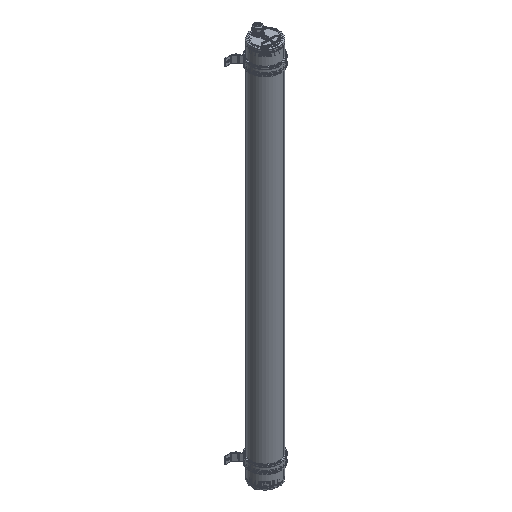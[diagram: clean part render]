
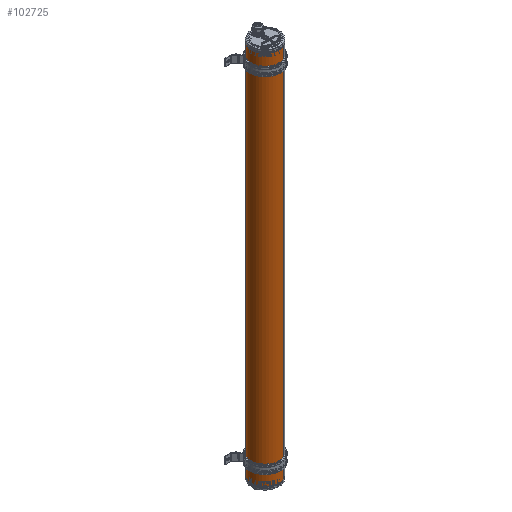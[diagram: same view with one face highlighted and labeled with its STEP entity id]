
A CAD part, isometric view. The second image highlights one B-rep face of the part: STEP entity #102725.
In plain terms, the highlighted cylindrical face has radius 45 mm (diameter 90 mm), a partial arc.
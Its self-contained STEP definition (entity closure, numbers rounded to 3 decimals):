
#5248 = ORIENTED_EDGE ( 'NONE', *, *, #62413, .F. ) ;
#6873 = VERTEX_POINT ( 'NONE', #28390 ) ;
#7580 = CARTESIAN_POINT ( 'NONE',  ( 45., 0., 606.1 ) ) ;
#9772 = DIRECTION ( 'NONE',  ( 1., 0., 0. ) ) ;
#10765 = DIRECTION ( 'NONE',  ( 0., 0., -1. ) ) ;
#16615 = CARTESIAN_POINT ( 'NONE',  ( -45., 0., 606.1 ) ) ;
#20404 = CARTESIAN_POINT ( 'NONE',  ( 0., 0., 606.1 ) ) ;
#26463 = DIRECTION ( 'NONE',  ( 0., 0., 1. ) ) ;
#28119 = CIRCLE ( 'NONE', #66231, 45. ) ;
#28390 = CARTESIAN_POINT ( 'NONE',  ( 45., 0., -606.1 ) ) ;
#33253 = CARTESIAN_POINT ( 'NONE',  ( 0., 0., -606.1 ) ) ;
#34502 = DIRECTION ( 'NONE',  ( 1., 0., 0. ) ) ;
#37773 = VERTEX_POINT ( 'NONE', #87070 ) ;
#40445 = CARTESIAN_POINT ( 'NONE',  ( -45., 0., -606.1 ) ) ;
#40760 = ORIENTED_EDGE ( 'NONE', *, *, #42516, .T. ) ;
#42516 = EDGE_CURVE ( 'NONE', #71233, #6873, #59866, .T. ) ;
#52130 = DIRECTION ( 'NONE',  ( 0., 0., 1. ) ) ;
#56048 = CARTESIAN_POINT ( 'NONE',  ( 0., 0., 606.1 ) ) ;
#57635 = LINE ( 'NONE', #81529, #62202 ) ;
#59866 = CIRCLE ( 'NONE', #79769, 45. ) ;
#61372 = EDGE_CURVE ( 'NONE', #37773, #71233, #87857, .T. ) ;
#62202 = VECTOR ( 'NONE', #10765, 1000. ) ;
#62413 = EDGE_CURVE ( 'NONE', #92229, #6873, #57635, .T. ) ;
#62809 = CYLINDRICAL_SURFACE ( 'NONE', #83944, 45. ) ;
#62937 = DIRECTION ( 'NONE',  ( 0., 0., -1. ) ) ;
#66231 = AXIS2_PLACEMENT_3D ( 'NONE', #20404, #52130, #34502 ) ;
#71233 = VERTEX_POINT ( 'NONE', #40445 ) ;
#72130 = FACE_OUTER_BOUND ( 'NONE', #73294, .T. ) ;
#73294 = EDGE_LOOP ( 'NONE', ( #5248, #73743, #96712, #40760 ) ) ;
#73363 = EDGE_CURVE ( 'NONE', #37773, #92229, #28119, .T. ) ;
#73743 = ORIENTED_EDGE ( 'NONE', *, *, #73363, .F. ) ;
#77119 = VECTOR ( 'NONE', #62937, 1000. ) ;
#78409 = DIRECTION ( 'NONE',  ( -1., 0., 0. ) ) ;
#79769 = AXIS2_PLACEMENT_3D ( 'NONE', #33253, #26463, #9772 ) ;
#81529 = CARTESIAN_POINT ( 'NONE',  ( 45., 0., 606.1 ) ) ;
#83944 = AXIS2_PLACEMENT_3D ( 'NONE', #56048, #94532, #78409 ) ;
#87070 = CARTESIAN_POINT ( 'NONE',  ( -45., 0., 606.1 ) ) ;
#87857 = LINE ( 'NONE', #16615, #77119 ) ;
#92229 = VERTEX_POINT ( 'NONE', #7580 ) ;
#94532 = DIRECTION ( 'NONE',  ( 0., 0., -1. ) ) ;
#96712 = ORIENTED_EDGE ( 'NONE', *, *, #61372, .T. ) ;
#102725 = ADVANCED_FACE ( 'NONE', ( #72130 ), #62809, .T. ) ;
